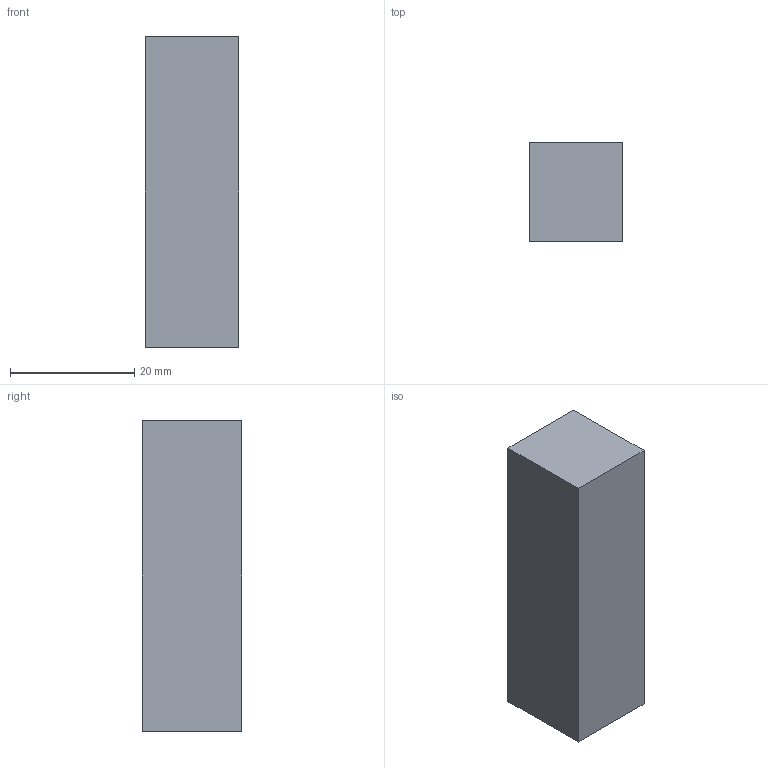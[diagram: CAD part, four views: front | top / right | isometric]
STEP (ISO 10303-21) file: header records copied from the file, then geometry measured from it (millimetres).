
FILE_DESCRIPTION (( 'STEP AP214' ), '1' );
FILE_NAME ('conntectorblock.STEP', '2019-10-13T11:35:25', ( '' ), ( '' ), 'SwSTEP 2.0', 'SolidWorks 2018', '' );
FILE_SCHEMA (( 'AUTOMOTIVE_DESIGN' ));
Length unit declared in the file: millimetre
Products named in the file (1): conntectorblock
Bounding box: 15 x 16 x 50 mm (x, y, z)
Volume: 8609.3 mm3; surface area: 4678.1 mm2
Topology: 1 solids, 1 shells, 46 faces, 122 edges, 73 vertices
Faces by surface type: plane 26, cylinder 10, cone 10
Entity records: 1480 total; most frequent: CARTESIAN_POINT 232, DIRECTION 226, ORIENTED_EDGE 224, EDGE_CURVE 112, LINE 92, VECTOR 92, VERTEX_POINT 73, AXIS2_PLACEMENT_3D 67
